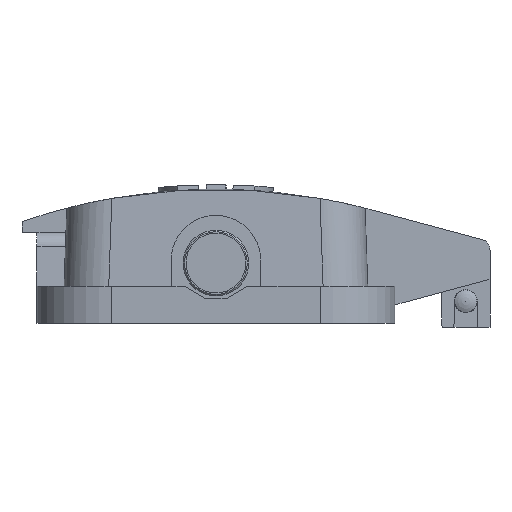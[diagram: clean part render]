
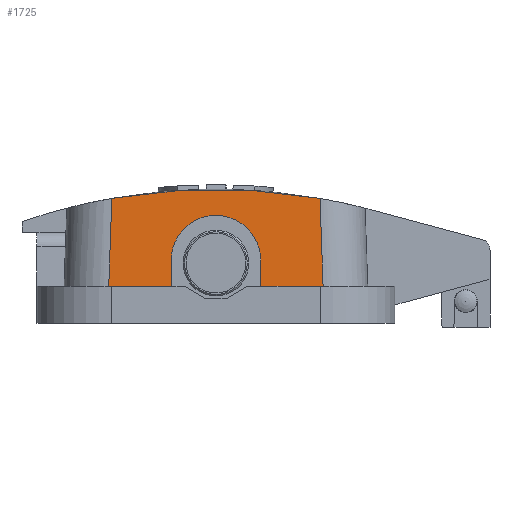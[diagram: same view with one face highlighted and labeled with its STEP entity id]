
A CAD part, left-side view. The second image highlights one B-rep face of the part: STEP entity #1725.
In plain terms, the highlighted planar face has unit normal (-0.999, 0, 0.035).
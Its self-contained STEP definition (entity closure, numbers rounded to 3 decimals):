
#1725=ADVANCED_FACE('',(#2126),#2018,.T.);
#2018=PLANE('',#6264);
#2126=FACE_OUTER_BOUND('',#2374,.T.);
#2374=EDGE_LOOP('',(#3351,#3352,#3353,#3354,#3355,#3356,#3357,#3358));
#2723=LINE('',#7570,#3029);
#2724=LINE('',#7572,#3030);
#2725=LINE('',#7574,#3031);
#2726=LINE('',#7578,#3032);
#2727=LINE('',#7580,#3033);
#2728=LINE('',#7582,#3034);
#3029=VECTOR('',#6592,1.);
#3030=VECTOR('',#6593,1.);
#3031=VECTOR('',#6594,1.);
#3032=VECTOR('',#6597,1.);
#3033=VECTOR('',#6598,1.);
#3034=VECTOR('',#6599,1.);
#3351=ORIENTED_EDGE('',*,*,#5312,.F.);
#3352=ORIENTED_EDGE('',*,*,#5313,.T.);
#3353=ORIENTED_EDGE('',*,*,#5314,.F.);
#3354=ORIENTED_EDGE('',*,*,#5315,.T.);
#3355=ORIENTED_EDGE('',*,*,#5316,.T.);
#3356=ORIENTED_EDGE('',*,*,#5317,.T.);
#3357=ORIENTED_EDGE('',*,*,#5318,.F.);
#3358=ORIENTED_EDGE('',*,*,#5319,.T.);
#4823=VERTEX_POINT('',#7568);
#4824=VERTEX_POINT('',#7569);
#4825=VERTEX_POINT('',#7571);
#4826=VERTEX_POINT('',#7573);
#4827=VERTEX_POINT('',#7575);
#4828=VERTEX_POINT('',#7577);
#4829=VERTEX_POINT('',#7579);
#4830=VERTEX_POINT('',#7581);
#5312=EDGE_CURVE('',#4823,#4824,#6048,.T.);
#5313=EDGE_CURVE('',#4823,#4825,#2723,.T.);
#5314=EDGE_CURVE('',#4826,#4825,#2724,.T.);
#5315=EDGE_CURVE('',#4826,#4827,#2725,.T.);
#5316=EDGE_CURVE('',#4827,#4828,#6049,.T.);
#5317=EDGE_CURVE('',#4828,#4829,#2726,.T.);
#5318=EDGE_CURVE('',#4830,#4829,#2727,.T.);
#5319=EDGE_CURVE('',#4830,#4824,#2728,.T.);
#6048=ELLIPSE('',#6262,80.049,80.);
#6049=ELLIPSE('',#6263,6.004,6.);
#6262=AXIS2_PLACEMENT_3D('',#7567,#6590,#6591);
#6263=AXIS2_PLACEMENT_3D('',#7576,#6595,#6596);
#6264=AXIS2_PLACEMENT_3D('',#7583,#6600,#6601);
#6590=DIRECTION('',(0.999,0.,-0.035));
#6591=DIRECTION('',(-0.035,0.,-0.999));
#6592=DIRECTION('',(-0.035,0.035,-0.999));
#6593=DIRECTION('',(0.,1.,0.));
#6594=DIRECTION('',(0.035,0.,0.999));
#6595=DIRECTION('',(0.999,0.,-0.035));
#6596=DIRECTION('',(-0.035,0.,-0.999));
#6597=DIRECTION('',(-0.035,0.,-0.999));
#6598=DIRECTION('',(0.,1.,0.));
#6599=DIRECTION('',(0.035,0.035,0.999));
#6600=DIRECTION('',(-0.999,0.,0.035));
#6601=DIRECTION('',(0.035,0.,0.999));
#7567=CARTESIAN_POINT('',(-37.794,0.,-64.5));
#7568=CARTESIAN_POINT('',(-35.043,13.958,14.273));
#7569=CARTESIAN_POINT('',(-35.043,-13.958,14.273));
#7570=CARTESIAN_POINT('',(-34.983,13.898,15.985));
#7571=CARTESIAN_POINT('',(-35.454,14.369,2.5));
#7572=CARTESIAN_POINT('',(-35.454,24.,2.5));
#7573=CARTESIAN_POINT('',(-35.454,6.,2.5));
#7574=CARTESIAN_POINT('',(-35.,6.,15.5));
#7575=CARTESIAN_POINT('',(-35.332,6.,6.));
#7576=CARTESIAN_POINT('',(-35.332,0.,6.));
#7577=CARTESIAN_POINT('',(-35.332,-6.,6.));
#7578=CARTESIAN_POINT('',(-35.,-6.,15.5));
#7579=CARTESIAN_POINT('',(-35.454,-6.,2.5));
#7580=CARTESIAN_POINT('',(-35.454,24.,2.5));
#7581=CARTESIAN_POINT('',(-35.454,-14.369,2.5));
#7582=CARTESIAN_POINT('',(-34.983,-13.898,15.985));
#7583=CARTESIAN_POINT('',(-35.,0.,15.5));
